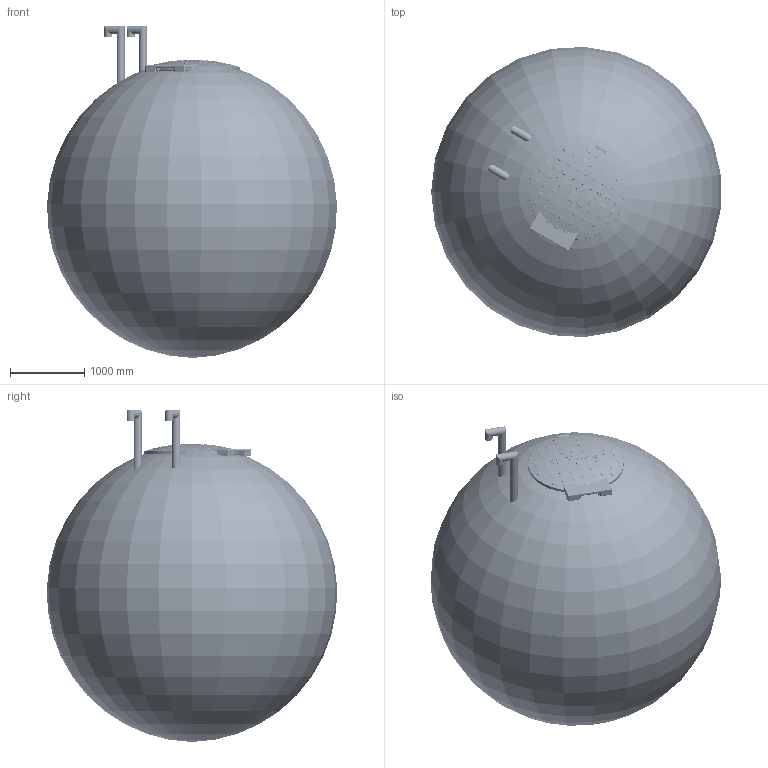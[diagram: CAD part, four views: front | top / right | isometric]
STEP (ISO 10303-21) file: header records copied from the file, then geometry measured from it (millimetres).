
FILE_DESCRIPTION(/* description */ ('Unknown'),/* implementation_level */ '2;1');
FILE_NAME(/* name */ 'Pallpumpla D2200 lahendus1',/* time_stamp */ '2023-12-05T10:30:55+02:00',/* author */ ('Unknown'),/* organization */ ('Unknown'),/* preprocessor_version */ 'ST-DEVELOPER v18.1',/* originating_system */ 'Solid Edge',/* authorisation */ 'Unknown');
FILE_SCHEMA (('AUTOMOTIVE_DESIGN {1 0 10303 214 3 1 1}'));
Products named in the file (92): Pallpumpla D2200 lahendus1; 2759.000 Pall 2200_5_copy kasutamiseks_oa_0; Põhjaplaat D1100; Pumbajalakoost DN100-500-SLV 80.100 grundfos 42625; Plaat_PE_100grund-500_42625; pump koos pumbajalaga SLV_80-100_22_4; Polt_M16x70_A4; Seib M16 a2; Tihend DN100; Mutter M16 mes; Kaelus_RV_100; aarik_DN100_PP; 2744.000 Rotost lagi toode umarribidega1[27192]_kasutamiseks_oa_1; RoundTubing 114.3x2.0_oa_2; RoundTubing 114.3x2.0_oa_3; RoundTubing 110x6.6_oa_4; RoundTubing 60.3siin_oa_5; RoundTubing 60.3siin_oa_6; RoundTubing 60.3siin_oa_7; RoundTubing 60.3siin_oa_8; Redelitugi_D1200 teeninduskaevu; Redel_D2200 palli 17.02.23; fw129.100_oa_9; Post_3000_oa_10; fw129.101_oa_11; fw129.101_oa_12; fw129.101_oa_13; Post_3000_oa_14; fw129.101_oa_15; fw129.101_oa_16; fw129.101_oa_17; fw129.101_oa_18; fw129.101_oa_19; fw129.101_oa_20; fw129.101_oa_21; fw129.100_oa_22; Post_3000_oa_23; fw129.101_oa_24; fw129.101_oa_25; fw129.101_oa_26 ...
Assembly tree (384 placements, depth 5):
  Pallpumpla D2200 lahendus1
    2759.000 Pall 2200_5_copy kasutamiseks_oa_0
    Põhjaplaat D1100
    Pumbajalakoost DN100-500-SLV 80.100 grundfos 42625
      Plaat_PE_100grund-500_42625
      pump koos pumbajalaga SLV_80-100_22_4  x2
      Polt_M16x70_A4  x16
      Seib M16 a2  x32
      Tihend DN100  x2
      Mutter M16 mes  x16
      Kaelus_RV_100  x2
      aarik_DN100_PP  x2
    2744.000 Rotost lagi toode umarribidega1[27192]_kasutamiseks_oa_1
    RoundTubing 114.3x2.0_oa_2
    RoundTubing 114.3x2.0_oa_3
    RoundTubing 110x6.6_oa_4
    RoundTubing 60.3siin_oa_5
    RoundTubing 60.3siin_oa_6
    RoundTubing 60.3siin_oa_7
    RoundTubing 60.3siin_oa_8
    Redelitugi_D1200 teeninduskaevu
    Redel_D2200 palli 17.02.23
      fw129.100_oa_9
        Post_3000_oa_10
        fw129.101_oa_11
        fw129.101_oa_12
        fw129.101_oa_13
        Post_3000_oa_14
        fw129.101_oa_15
        fw129.101_oa_16
        fw129.101_oa_17
        fw129.101_oa_18
        fw129.101_oa_19
        fw129.101_oa_20
        fw129.101_oa_21
      fw129.100_oa_22
        Post_3000_oa_23
        fw129.101_oa_24
        fw129.101_oa_25
        fw129.101_oa_26
        Post_3000_oa_27
        fw129.101_oa_28
        fw129.101  x2
        fw129.101_oa_29
        fw129.101_oa_30
        fw129.101_oa_31
        fw129.101_oa_32
    SisendPE_uus
      PE_sisendtoru_200
    RoundTubing 200x7.7_oa_33
    PE_vent_malm_L=1500  x2
      PVC_polv_110
      PE venttoru DN100 L=1500
      Rotoventiots
    Kolmikkoost DN100-3.09.21
      Kolmik_DN100_3.09
        RoundTubing 114.3x2.0_oa_34
        Kaelus_RV_100  x3
        RoundTubing 114.3x2.0_oa_35
        RoundTubing 114.3x2.0_oa_36
Bounding box: 3905.58 x 3912.2 x 4474.97 mm (x, y, z)
Volume: 668395483.2 mm3; surface area: 168976925.2 mm2
Topology: 379 solids, 381 shells, 5897 faces, 13736 edges, 8884 vertices
Faces by surface type: plane 2958, cylinder 1613, bspline 610, torus 452, cone 183, sphere 81
Full cylindrical faces by diameter (mm): 4.917 x1, 5 x18, 5.5 x70, 6 x1, 6.4 x2, 8 x4, 8.5 x105, 9 x2, 9.9 x2, 10 x73, 11.9 x4, 12 x2, 12.967 x1, 13.835 x69, 14 x20, 15 x2, 16 x77, 16.01 x64, 17 x130, 18 x70, 19 x64, 20 x1, 21.6 x1, 22 x4, 23 x2, 24 x8, 26.441 x1, 26.9 x3, 30 x130, 38.9 x2
Entity records: 137812 total; most frequent: CARTESIAN_POINT 69726, DIRECTION 11901, ORIENTED_EDGE 11766, EDGE_CURVE 5883, AXIS2_PLACEMENT_3D 4986, FACE_BOUND 4303, EDGE_LOOP 4301, VERTEX_POINT 4058
